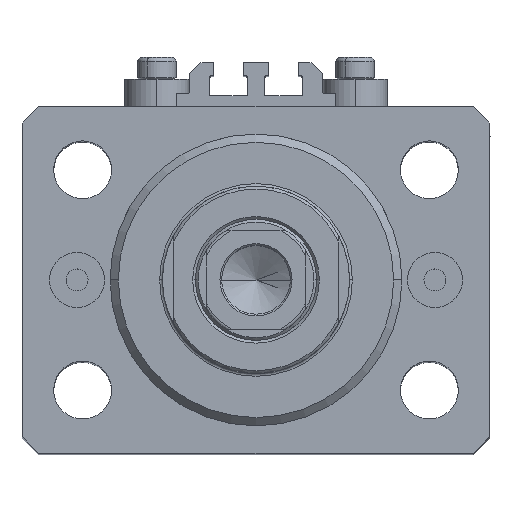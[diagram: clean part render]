
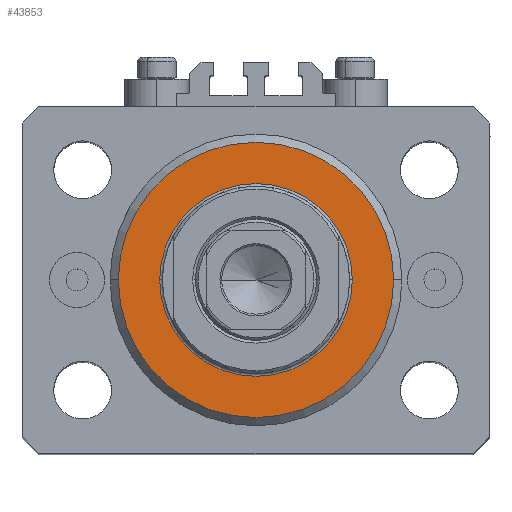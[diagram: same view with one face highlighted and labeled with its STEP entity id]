
A CAD part, top view. The second image highlights one B-rep face of the part: STEP entity #43853.
In plain terms, the highlighted face is planar.
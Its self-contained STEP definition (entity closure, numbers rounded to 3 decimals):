
#746 = ORIENTED_EDGE ( 'NONE', *, *, #14029, .T. ) ;
#915 = CIRCLE ( 'NONE', #32196, 25. ) ;
#1911 = FACE_OUTER_BOUND ( 'NONE', #32294, .T. ) ;
#2043 = AXIS2_PLACEMENT_3D ( 'NONE', #41676, #34283, #19247 ) ;
#2147 = CARTESIAN_POINT ( 'NONE',  ( 25., 0., 0. ) ) ;
#2148 = CARTESIAN_POINT ( 'NONE',  ( 0., 0., 0. ) ) ;
#2920 = VERTEX_POINT ( 'NONE', #35075 ) ;
#2925 = CARTESIAN_POINT ( 'NONE',  ( 17.5, 0., 0. ) ) ;
#6624 = CIRCLE ( 'NONE', #2043, 17.5 ) ;
#7689 = CIRCLE ( 'NONE', #13803, 17.5 ) ;
#9615 = EDGE_CURVE ( 'NONE', #17361, #43754, #915, .T. ) ;
#9910 = DIRECTION ( 'NONE',  ( 0., 0., -1. ) ) ;
#10025 = CARTESIAN_POINT ( 'NONE',  ( 0., 0., 0. ) ) ;
#13803 = AXIS2_PLACEMENT_3D ( 'NONE', #39737, #17299, #36154 ) ;
#13964 = CIRCLE ( 'NONE', #30783, 25. ) ;
#14029 = EDGE_CURVE ( 'NONE', #43754, #17361, #13964, .T. ) ;
#14030 = AXIS2_PLACEMENT_3D ( 'NONE', #2148, #24094, #16458 ) ;
#16458 = DIRECTION ( 'NONE',  ( 1., 0., 0. ) ) ;
#16604 = DIRECTION ( 'NONE',  ( 1., 0., 0. ) ) ;
#17299 = DIRECTION ( 'NONE',  ( 0., 0., 1. ) ) ;
#17361 = VERTEX_POINT ( 'NONE', #2147 ) ;
#19247 = DIRECTION ( 'NONE',  ( 1., 0., 0. ) ) ;
#20898 = CARTESIAN_POINT ( 'NONE',  ( 0., 0., 0. ) ) ;
#21018 = EDGE_LOOP ( 'NONE', ( #43587, #29413 ) ) ;
#21501 = EDGE_CURVE ( 'NONE', #45298, #2920, #7689, .T. ) ;
#24094 = DIRECTION ( 'NONE',  ( 0., 0., 1. ) ) ;
#27911 = PLANE ( 'NONE',  #14030 ) ;
#29413 = ORIENTED_EDGE ( 'NONE', *, *, #35849, .T. ) ;
#30783 = AXIS2_PLACEMENT_3D ( 'NONE', #10025, #39641, #32017 ) ;
#32017 = DIRECTION ( 'NONE',  ( 1., 0., 0. ) ) ;
#32196 = AXIS2_PLACEMENT_3D ( 'NONE', #20898, #9910, #16604 ) ;
#32294 = EDGE_LOOP ( 'NONE', ( #37304, #746 ) ) ;
#34283 = DIRECTION ( 'NONE',  ( 0., 0., 1. ) ) ;
#35075 = CARTESIAN_POINT ( 'NONE',  ( -17.5, 0., 0. ) ) ;
#35087 = FACE_BOUND ( 'NONE', #21018, .T. ) ;
#35849 = EDGE_CURVE ( 'NONE', #2920, #45298, #6624, .T. ) ;
#36154 = DIRECTION ( 'NONE',  ( 1., 0., 0. ) ) ;
#37304 = ORIENTED_EDGE ( 'NONE', *, *, #9615, .T. ) ;
#39641 = DIRECTION ( 'NONE',  ( 0., 0., -1. ) ) ;
#39737 = CARTESIAN_POINT ( 'NONE',  ( 0., 0., 0. ) ) ;
#41300 = CARTESIAN_POINT ( 'NONE',  ( -25., 0., 0. ) ) ;
#41676 = CARTESIAN_POINT ( 'NONE',  ( 0., 0., 0. ) ) ;
#43587 = ORIENTED_EDGE ( 'NONE', *, *, #21501, .T. ) ;
#43754 = VERTEX_POINT ( 'NONE', #41300 ) ;
#43853 = ADVANCED_FACE ( 'NONE', ( #35087, #1911 ), #27911, .F. ) ;
#45298 = VERTEX_POINT ( 'NONE', #2925 ) ;
